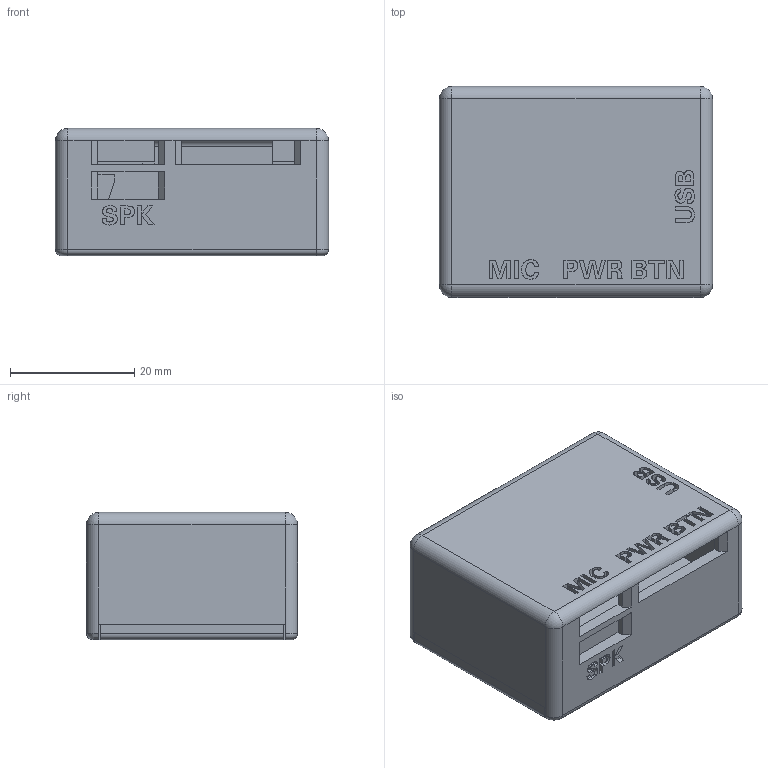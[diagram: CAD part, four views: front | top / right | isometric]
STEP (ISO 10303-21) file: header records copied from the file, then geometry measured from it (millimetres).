
FILE_DESCRIPTION((''),'2;1');
FILE_NAME('C3MINI_SHELL_ASM','2025-08-11T',('hqz'),(''),'PRO/ENGINEER BY PARAMETRIC TECHNOLOGY CORPORATION, 2014310','PRO/ENGINEER BY PARAMETRIC TECHNOLOGY CORPORATION, 2014310','');
FILE_SCHEMA(('CONFIG_CONTROL_DESIGN'));
Length unit declared in the file: millimetre
Products named in the file (5): C3MINI-TOPSHELL; BATTERY; C3MINI-SHELL; GUDIIZHUANG; C3MINI_SHELL_ASM
Assembly tree (4 placements, depth 2):
  C3MINI_SHELL_ASM
    C3MINI-TOPSHELL
    BATTERY
    C3MINI-SHELL
    GUDIIZHUANG
Bounding box: 43.97 x 33.97 x 20.5 mm (x, y, z)
Volume: 17347.6 mm3; surface area: 15266.4 mm2
Topology: 4 solids, 4 shells, 569 faces, 1562 edges, 1029 vertices
Faces by surface type: plane 361, extrusion 159, cylinder 40, sphere 5, torus 2, bspline 2
Entity records: 18545 total; most frequent: CARTESIAN_POINT 4511, ORIENTED_EDGE 3124, DIRECTION 2312, EDGE_CURVE 1562, VECTOR 1318, LINE 1159, VERTEX_POINT 1029, EDGE_LOOP 611
